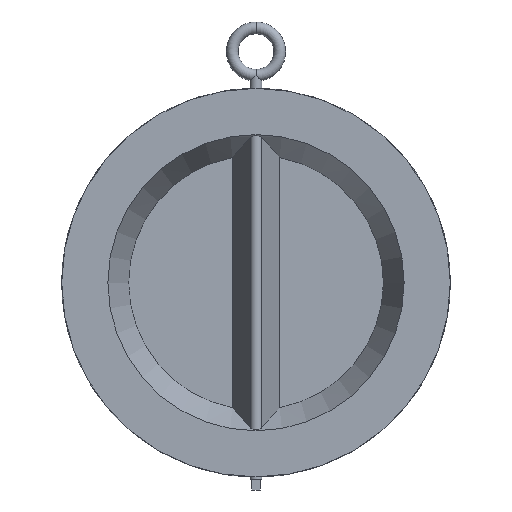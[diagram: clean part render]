
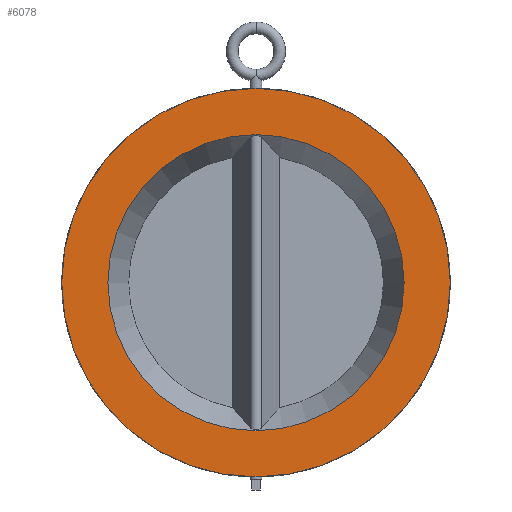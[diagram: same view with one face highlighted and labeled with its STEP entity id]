
A CAD part, front view. The second image highlights one B-rep face of the part: STEP entity #6078.
In plain terms, the highlighted planar face has unit normal (0, -1, 0).
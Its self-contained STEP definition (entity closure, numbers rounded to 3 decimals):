
#2986 = CARTESIAN_POINT ( 'NONE',  ( 0., 0., -164. ) ) ;
#3033 = CARTESIAN_POINT ( 'NONE',  ( 0., 0., 164. ) ) ;
#3036 = CARTESIAN_POINT ( 'NONE',  ( 0., 0., 0. ) ) ;
#3042 = AXIS2_PLACEMENT_3D ( 'NONE', #3036, #3108, #3107 ) ;
#3066 = CIRCLE ( 'NONE', #3042, 164. ) ;
#3082 = AXIS2_PLACEMENT_3D ( 'NONE', #3115, #3114, #3113 ) ;
#3107 = DIRECTION ( 'NONE',  ( 0., 0., -1. ) ) ;
#3108 = DIRECTION ( 'NONE',  ( 0., -1., 0. ) ) ;
#3113 = DIRECTION ( 'NONE',  ( 0., 0., -1. ) ) ;
#3114 = DIRECTION ( 'NONE',  ( 0., -1., 0. ) ) ;
#3115 = CARTESIAN_POINT ( 'NONE',  ( 0., 0., 0. ) ) ;
#3146 = CIRCLE ( 'NONE', #3082, 164. ) ;
#3991 = CARTESIAN_POINT ( 'NONE',  ( 0., 0., 125. ) ) ;
#4309 = CARTESIAN_POINT ( 'NONE',  ( 0., 0., 0. ) ) ;
#4326 = CARTESIAN_POINT ( 'NONE',  ( 0., 0., -125. ) ) ;
#4339 = AXIS2_PLACEMENT_3D ( 'NONE', #4309, #4387, #4386 ) ;
#4344 = CIRCLE ( 'NONE', #4339, 125. ) ;
#4386 = DIRECTION ( 'NONE',  ( 0., 0., -1. ) ) ;
#4387 = DIRECTION ( 'NONE',  ( 0., -1., 0. ) ) ;
#5031 = AXIS2_PLACEMENT_3D ( 'NONE', #5049, #5048, #5047 ) ;
#5047 = DIRECTION ( 'NONE',  ( 0., 0., -1. ) ) ;
#5048 = DIRECTION ( 'NONE',  ( 0., -1., 0. ) ) ;
#5049 = CARTESIAN_POINT ( 'NONE',  ( 0., 0., 0. ) ) ;
#5073 = CIRCLE ( 'NONE', #5031, 125. ) ;
#5083 = FACE_OUTER_BOUND ( 'NONE', #6089, .T. ) ;
#5101 = PLANE ( 'NONE',  #5124 ) ;
#5106 = FACE_BOUND ( 'NONE', #6079, .T. ) ;
#5124 = AXIS2_PLACEMENT_3D ( 'NONE', #5154, #5153, #5152 ) ;
#5152 = DIRECTION ( 'NONE',  ( 0., 0., 1. ) ) ;
#5153 = DIRECTION ( 'NONE',  ( 0., 1., 0. ) ) ;
#5154 = CARTESIAN_POINT ( 'NONE',  ( -125., 0., 0. ) ) ;
#5372 = VERTEX_POINT ( 'NONE', #2986 ) ;
#5406 = EDGE_CURVE ( 'NONE', #5372, #5409, #3066, .T. ) ;
#5409 = VERTEX_POINT ( 'NONE', #3033 ) ;
#5417 = EDGE_CURVE ( 'NONE', #5409, #5372, #3146, .T. ) ;
#5739 = VERTEX_POINT ( 'NONE', #3991 ) ;
#5781 = EDGE_CURVE ( 'NONE', #5739, #5788, #4344, .T. ) ;
#5788 = VERTEX_POINT ( 'NONE', #4326 ) ;
#6033 = ORIENTED_EDGE ( 'NONE', *, *, #5406, .T. ) ;
#6037 = EDGE_CURVE ( 'NONE', #5788, #5739, #5073, .T. ) ;
#6077 = ORIENTED_EDGE ( 'NONE', *, *, #6037, .F. ) ;
#6078 = ADVANCED_FACE ( 'NONE', ( #5083, #5106 ), #5101, .F. ) ;
#6079 = EDGE_LOOP ( 'NONE', ( #6077, #6084 ) ) ;
#6080 = ORIENTED_EDGE ( 'NONE', *, *, #5417, .T. ) ;
#6084 = ORIENTED_EDGE ( 'NONE', *, *, #5781, .F. ) ;
#6089 = EDGE_LOOP ( 'NONE', ( #6033, #6080 ) ) ;
